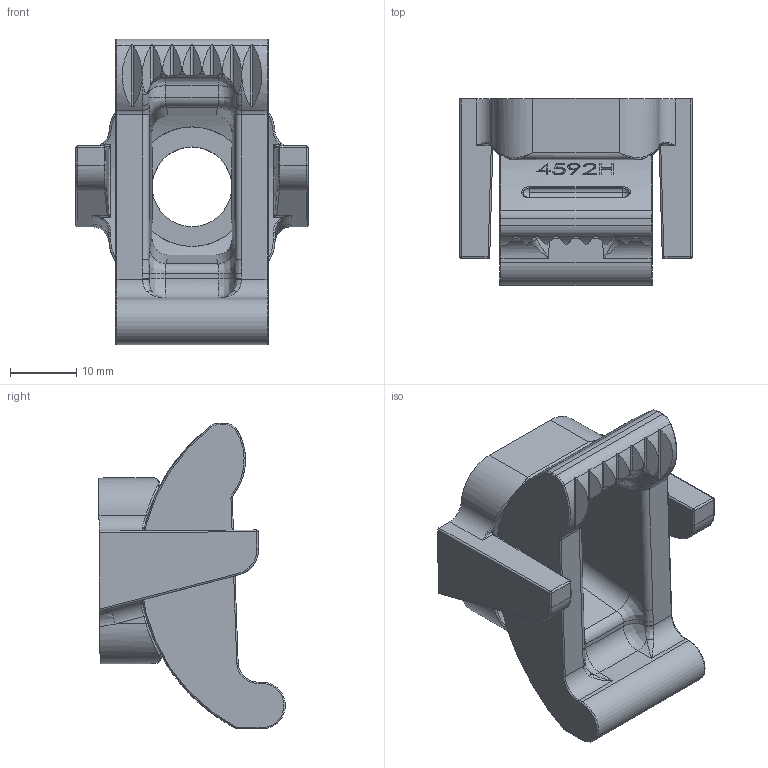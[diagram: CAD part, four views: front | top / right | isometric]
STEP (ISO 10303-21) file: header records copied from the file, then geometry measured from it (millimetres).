
FILE_DESCRIPTION (( 'STEP AP203' ), '1' );
FILE_NAME ('LR M10.STEP', '2008-08-01T09:17:18', ( 'Gregorzyk' ), ( 'Lindapter' ), 'SwSTEP 2.0', 'SolidWorks 2008', '' );
FILE_SCHEMA (( 'CONFIG_CONTROL_DESIGN' ));
Length unit declared in the file: millimetre
Products named in the file (3): LR M10 S; LR M10; LR M10 C
Assembly tree (2 placements, depth 2):
  LR M10
    LR M10 C
    LR M10 S
Bounding box: 35 x 28.1 x 46 mm (x, y, z)
Volume: 14030.8 mm3; surface area: 7536.9 mm2
Topology: 2 solids, 2 shells, 438 faces, 1120 edges, 681 vertices
Faces by surface type: plane 153, bspline 142, cylinder 110, torus 24, sphere 9
Entity records: 18762 total; most frequent: CARTESIAN_POINT 9225, ORIENTED_EDGE 2188, DIRECTION 1561, EDGE_CURVE 1094, VERTEX_POINT 679, AXIS2_PLACEMENT_3D 546, LINE 469, VECTOR 469
